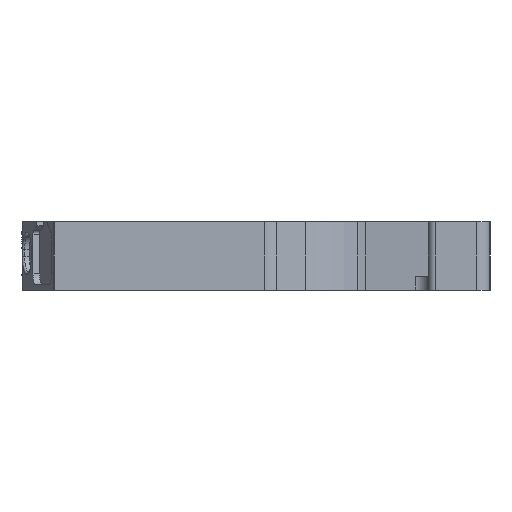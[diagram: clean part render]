
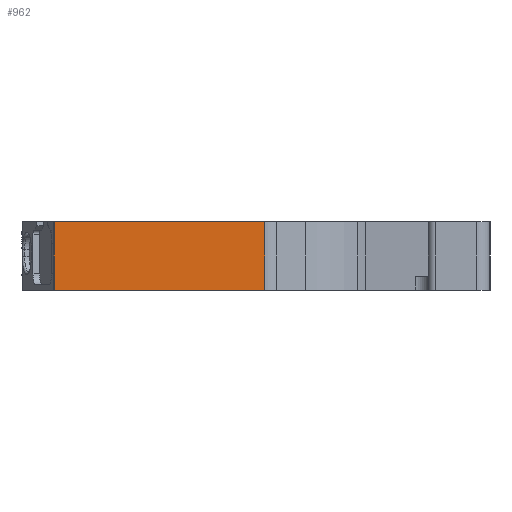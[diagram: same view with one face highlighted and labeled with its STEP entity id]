
A CAD part, left-side view. The second image highlights one B-rep face of the part: STEP entity #962.
In plain terms, the highlighted planar face has unit normal (-1, 0, 0).
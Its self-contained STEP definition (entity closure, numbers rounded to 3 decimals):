
#140 = PLANE ( 'NONE',  #2529 ) ;
#455 = LINE ( 'NONE', #7344, #7874 ) ;
#579 = CARTESIAN_POINT ( 'NONE',  ( -40.7, 7.268, -5. ) ) ;
#796 = ORIENTED_EDGE ( 'NONE', *, *, #3323, .T. ) ;
#866 = DIRECTION ( 'NONE',  ( -1., 0., 0. ) ) ;
#962 = ADVANCED_FACE ( 'NONE', ( #1208 ), #140, .T. ) ;
#1167 = LINE ( 'NONE', #2591, #2444 ) ;
#1208 = FACE_OUTER_BOUND ( 'NONE', #2010, .T. ) ;
#1433 = DIRECTION ( 'NONE',  ( 0., 0., 1. ) ) ;
#1525 = EDGE_CURVE ( 'NONE', #3543, #6168, #8405, .T. ) ;
#1998 = VERTEX_POINT ( 'NONE', #4460 ) ;
#2010 = EDGE_LOOP ( 'NONE', ( #2813, #2836, #796, #2885 ) ) ;
#2444 = VECTOR ( 'NONE', #2557, 1000. ) ;
#2529 = AXIS2_PLACEMENT_3D ( 'NONE', #3170, #866, #1433 ) ;
#2557 = DIRECTION ( 'NONE',  ( 0., 0., 1. ) ) ;
#2591 = CARTESIAN_POINT ( 'NONE',  ( -40.7, 7.268, -21.368 ) ) ;
#2813 = ORIENTED_EDGE ( 'NONE', *, *, #8140, .F. ) ;
#2836 = ORIENTED_EDGE ( 'NONE', *, *, #3193, .T. ) ;
#2885 = ORIENTED_EDGE ( 'NONE', *, *, #1525, .F. ) ;
#2923 = CARTESIAN_POINT ( 'NONE',  ( -40.7, 22.649, -21.368 ) ) ;
#2941 = DIRECTION ( 'NONE',  ( 0., 0., 1. ) ) ;
#3170 = CARTESIAN_POINT ( 'NONE',  ( -40.7, 7.268, -21.368 ) ) ;
#3193 = EDGE_CURVE ( 'NONE', #1998, #3414, #455, .T. ) ;
#3287 = LINE ( 'NONE', #2923, #3295 ) ;
#3295 = VECTOR ( 'NONE', #2941, 1000. ) ;
#3323 = EDGE_CURVE ( 'NONE', #3414, #6168, #1167, .T. ) ;
#3414 = VERTEX_POINT ( 'NONE', #579 ) ;
#3543 = VERTEX_POINT ( 'NONE', #7833 ) ;
#4460 = CARTESIAN_POINT ( 'NONE',  ( -40.7, 22.649, -5. ) ) ;
#6168 = VERTEX_POINT ( 'NONE', #7183 ) ;
#7183 = CARTESIAN_POINT ( 'NONE',  ( -40.7, 7.268, 0. ) ) ;
#7241 = DIRECTION ( 'NONE',  ( 0., -1., 0. ) ) ;
#7272 = CARTESIAN_POINT ( 'NONE',  ( -40.7, 7.268, 0. ) ) ;
#7344 = CARTESIAN_POINT ( 'NONE',  ( -40.7, 7.268, -5. ) ) ;
#7388 = DIRECTION ( 'NONE',  ( 0., -1., 0. ) ) ;
#7833 = CARTESIAN_POINT ( 'NONE',  ( -40.7, 22.649, 0. ) ) ;
#7874 = VECTOR ( 'NONE', #7388, 1000. ) ;
#8012 = VECTOR ( 'NONE', #7241, 1000. ) ;
#8140 = EDGE_CURVE ( 'NONE', #1998, #3543, #3287, .T. ) ;
#8405 = LINE ( 'NONE', #7272, #8012 ) ;
